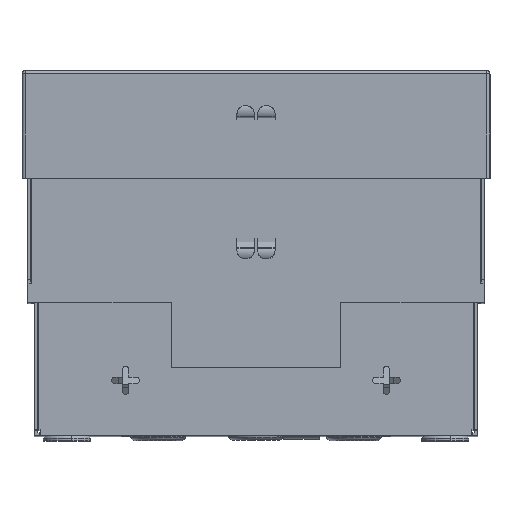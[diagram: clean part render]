
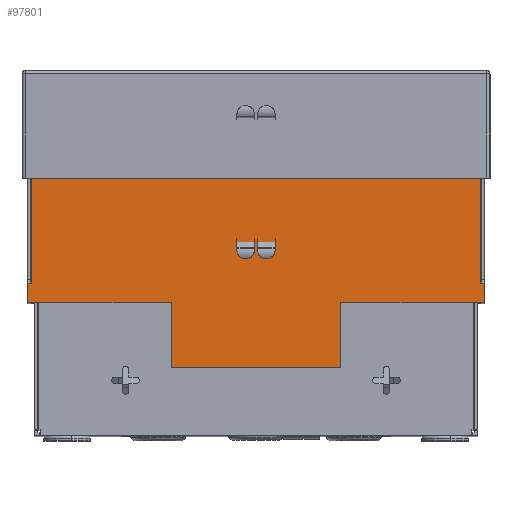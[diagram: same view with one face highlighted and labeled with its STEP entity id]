
A CAD part, top view. The second image highlights one B-rep face of the part: STEP entity #97801.
In plain terms, the highlighted face is planar.
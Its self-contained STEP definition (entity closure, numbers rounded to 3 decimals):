
#28 = VECTOR ( 'NONE', #53453, 1000. ) ;
#456 = VERTEX_POINT ( 'NONE', #71775 ) ;
#1394 = EDGE_CURVE ( 'NONE', #82692, #77965, #14110, .T. ) ;
#1819 = LINE ( 'NONE', #68197, #50174 ) ;
#1866 = LINE ( 'NONE', #23613, #43233 ) ;
#2883 = CARTESIAN_POINT ( 'NONE',  ( -26., 70., 45. ) ) ;
#3283 = CARTESIAN_POINT ( 'NONE',  ( -68.17, 70., 1.83 ) ) ;
#3403 = DIRECTION ( 'NONE',  ( 0., 0., -1. ) ) ;
#4534 = VECTOR ( 'NONE', #90799, 1000. ) ;
#6208 = CARTESIAN_POINT ( 'NONE',  ( 68.17, 70., 0. ) ) ;
#6681 = ORIENTED_EDGE ( 'NONE', *, *, #45841, .T. ) ;
#7698 = DIRECTION ( 'NONE',  ( -1., 0., 0. ) ) ;
#8069 = CARTESIAN_POINT ( 'NONE',  ( -70., 70., 45. ) ) ;
#8315 = EDGE_CURVE ( 'NONE', #46623, #104152, #96191, .T. ) ;
#9276 = DIRECTION ( 'NONE',  ( 0., 0., 1. ) ) ;
#11269 = DIRECTION ( 'NONE',  ( 0., 0., -1. ) ) ;
#12066 = EDGE_CURVE ( 'NONE', #38573, #74289, #64144, .T. ) ;
#12138 = CARTESIAN_POINT ( 'NONE',  ( -70., 70., 1.83 ) ) ;
#12246 = CARTESIAN_POINT ( 'NONE',  ( 70., 70., 39. ) ) ;
#12597 = VERTEX_POINT ( 'NONE', #30905 ) ;
#13436 = VECTOR ( 'NONE', #51712, 1000. ) ;
#13458 = AXIS2_PLACEMENT_3D ( 'NONE', #20891, #82418, #11269 ) ;
#14110 = LINE ( 'NONE', #62946, #20975 ) ;
#14855 = DIRECTION ( 'NONE',  ( 0., 0., -1. ) ) ;
#15834 = VECTOR ( 'NONE', #109461, 1000. ) ;
#16396 = CARTESIAN_POINT ( 'NONE',  ( 70., 70., 1.83 ) ) ;
#17306 = VECTOR ( 'NONE', #7698, 1000. ) ;
#18735 = DIRECTION ( 'NONE',  ( -1., 0., 0. ) ) ;
#18901 = CARTESIAN_POINT ( 'NONE',  ( -68.8, 70., -23. ) ) ;
#19773 = ORIENTED_EDGE ( 'NONE', *, *, #24187, .T. ) ;
#20891 = CARTESIAN_POINT ( 'NONE',  ( -70., 70., 45. ) ) ;
#20975 = VECTOR ( 'NONE', #55211, 1000. ) ;
#21344 = EDGE_CURVE ( 'NONE', #56595, #52807, #1866, .T. ) ;
#22444 = ORIENTED_EDGE ( 'NONE', *, *, #70938, .F. ) ;
#23047 = LINE ( 'NONE', #96169, #13436 ) ;
#23613 = CARTESIAN_POINT ( 'NONE',  ( -26., 70., 65. ) ) ;
#24187 = EDGE_CURVE ( 'NONE', #46623, #64389, #66194, .T. ) ;
#26021 = CARTESIAN_POINT ( 'NONE',  ( 76.083, 70., 39. ) ) ;
#26079 = CARTESIAN_POINT ( 'NONE',  ( 68.8, 70., -23. ) ) ;
#26658 = CARTESIAN_POINT ( 'NONE',  ( -68.8, 70., 1.83 ) ) ;
#26722 = VECTOR ( 'NONE', #18735, 1000. ) ;
#27343 = CARTESIAN_POINT ( 'NONE',  ( -70., 70., 45. ) ) ;
#27549 = LINE ( 'NONE', #26079, #66290 ) ;
#28315 = EDGE_CURVE ( 'NONE', #82692, #12597, #65995, .T. ) ;
#28703 = DIRECTION ( 'NONE',  ( -1., 0., 0. ) ) ;
#28738 = LINE ( 'NONE', #81491, #31480 ) ;
#28794 = VECTOR ( 'NONE', #3403, 1000. ) ;
#30905 = CARTESIAN_POINT ( 'NONE',  ( -70., 70., 45. ) ) ;
#31480 = VECTOR ( 'NONE', #91125, 1000. ) ;
#32464 = DIRECTION ( 'NONE',  ( 1., 0., 0. ) ) ;
#34361 = ORIENTED_EDGE ( 'NONE', *, *, #1394, .F. ) ;
#34792 = EDGE_CURVE ( 'NONE', #64389, #41457, #50281, .T. ) ;
#35089 = ORIENTED_EDGE ( 'NONE', *, *, #50493, .F. ) ;
#35321 = EDGE_CURVE ( 'NONE', #77641, #456, #1819, .T. ) ;
#35635 = VERTEX_POINT ( 'NONE', #2883 ) ;
#35934 = CARTESIAN_POINT ( 'NONE',  ( 68.17, 70., 1.6 ) ) ;
#38573 = VERTEX_POINT ( 'NONE', #3283 ) ;
#39292 = LINE ( 'NONE', #72768, #15834 ) ;
#39945 = CARTESIAN_POINT ( 'NONE',  ( -68.17, 70., 45. ) ) ;
#40535 = VECTOR ( 'NONE', #14855, 1000. ) ;
#41457 = VERTEX_POINT ( 'NONE', #89972 ) ;
#43233 = VECTOR ( 'NONE', #32464, 1000. ) ;
#43391 = VECTOR ( 'NONE', #63463, 1000. ) ;
#45127 = VECTOR ( 'NONE', #71579, 1000. ) ;
#45841 = EDGE_CURVE ( 'NONE', #38573, #67786, #102062, .T. ) ;
#46407 = ORIENTED_EDGE ( 'NONE', *, *, #108715, .T. ) ;
#46623 = VERTEX_POINT ( 'NONE', #73117 ) ;
#47856 = ORIENTED_EDGE ( 'NONE', *, *, #35321, .T. ) ;
#47978 = ORIENTED_EDGE ( 'NONE', *, *, #62801, .T. ) ;
#49295 = CARTESIAN_POINT ( 'NONE',  ( -68.17, 70., 1.6 ) ) ;
#50174 = VECTOR ( 'NONE', #94887, 1000. ) ;
#50281 = LINE ( 'NONE', #26021, #26722 ) ;
#50493 = EDGE_CURVE ( 'NONE', #76415, #41457, #27549, .T. ) ;
#51694 = DIRECTION ( 'NONE',  ( 0., 0., 1. ) ) ;
#51712 = DIRECTION ( 'NONE',  ( 0., 0., -1. ) ) ;
#52807 = VERTEX_POINT ( 'NONE', #56192 ) ;
#53453 = DIRECTION ( 'NONE',  ( 1., 0., 0. ) ) ;
#53676 = EDGE_CURVE ( 'NONE', #68083, #90437, #28738, .T. ) ;
#55211 = DIRECTION ( 'NONE',  ( 1., 0., 0. ) ) ;
#56154 = ORIENTED_EDGE ( 'NONE', *, *, #21344, .T. ) ;
#56192 = CARTESIAN_POINT ( 'NONE',  ( 26., 70., 65. ) ) ;
#56470 = VECTOR ( 'NONE', #28703, 1000. ) ;
#56595 = VERTEX_POINT ( 'NONE', #97434 ) ;
#58772 = CARTESIAN_POINT ( 'NONE',  ( -68.17, 70., 0. ) ) ;
#61744 = EDGE_CURVE ( 'NONE', #35635, #12597, #39292, .T. ) ;
#62801 = EDGE_CURVE ( 'NONE', #456, #68083, #64464, .T. ) ;
#62946 = CARTESIAN_POINT ( 'NONE',  ( -76.083, 70., 39. ) ) ;
#63101 = ORIENTED_EDGE ( 'NONE', *, *, #101956, .T. ) ;
#63463 = DIRECTION ( 'NONE',  ( 0., 0., 1. ) ) ;
#64082 = LINE ( 'NONE', #18901, #4534 ) ;
#64144 = LINE ( 'NONE', #39945, #40535 ) ;
#64389 = VERTEX_POINT ( 'NONE', #12246 ) ;
#64464 = LINE ( 'NONE', #35934, #45127 ) ;
#65995 = LINE ( 'NONE', #27343, #106180 ) ;
#66194 = LINE ( 'NONE', #108149, #28794 ) ;
#66290 = VECTOR ( 'NONE', #51694, 1000. ) ;
#67786 = VERTEX_POINT ( 'NONE', #26658 ) ;
#68083 = VERTEX_POINT ( 'NONE', #6208 ) ;
#68197 = CARTESIAN_POINT ( 'NONE',  ( 68.17, 70., 45. ) ) ;
#70480 = LINE ( 'NONE', #16396, #28 ) ;
#70938 = EDGE_CURVE ( 'NONE', #77641, #76415, #70480, .T. ) ;
#71579 = DIRECTION ( 'NONE',  ( 0., 0., -1. ) ) ;
#71775 = CARTESIAN_POINT ( 'NONE',  ( 68.17, 70., 1.6 ) ) ;
#72484 = CARTESIAN_POINT ( 'NONE',  ( 26., 70., 45. ) ) ;
#72641 = CARTESIAN_POINT ( 'NONE',  ( 68.8, 70., 1.83 ) ) ;
#72768 = CARTESIAN_POINT ( 'NONE',  ( -70., 70., 45. ) ) ;
#72792 = ORIENTED_EDGE ( 'NONE', *, *, #34792, .T. ) ;
#73117 = CARTESIAN_POINT ( 'NONE',  ( 70., 70., 45. ) ) ;
#73147 = FACE_OUTER_BOUND ( 'NONE', #80150, .T. ) ;
#73560 = CARTESIAN_POINT ( 'NONE',  ( 68.17, 70., 1.83 ) ) ;
#74289 = VERTEX_POINT ( 'NONE', #49295 ) ;
#76415 = VERTEX_POINT ( 'NONE', #72641 ) ;
#76680 = ORIENTED_EDGE ( 'NONE', *, *, #12066, .F. ) ;
#77641 = VERTEX_POINT ( 'NONE', #73560 ) ;
#77965 = VERTEX_POINT ( 'NONE', #92787 ) ;
#80150 = EDGE_LOOP ( 'NONE', ( #93472, #19773, #72792, #35089, #22444, #47856, #47978, #104270, #97084, #76680, #6681, #82762, #34361, #112730, #89977, #46407, #56154, #63101 ) ) ;
#80642 = CARTESIAN_POINT ( 'NONE',  ( 26., 70., 45. ) ) ;
#80849 = PLANE ( 'NONE',  #13458 ) ;
#81491 = CARTESIAN_POINT ( 'NONE',  ( 0., 70., 0. ) ) ;
#82418 = DIRECTION ( 'NONE',  ( 0., -1., 0. ) ) ;
#82427 = CARTESIAN_POINT ( 'NONE',  ( -26., 70., 45. ) ) ;
#82692 = VERTEX_POINT ( 'NONE', #112309 ) ;
#82762 = ORIENTED_EDGE ( 'NONE', *, *, #86053, .T. ) ;
#86053 = EDGE_CURVE ( 'NONE', #67786, #77965, #64082, .T. ) ;
#86996 = VECTOR ( 'NONE', #97967, 1000. ) ;
#89972 = CARTESIAN_POINT ( 'NONE',  ( 68.8, 70., 39. ) ) ;
#89977 = ORIENTED_EDGE ( 'NONE', *, *, #61744, .F. ) ;
#90437 = VERTEX_POINT ( 'NONE', #58772 ) ;
#90799 = DIRECTION ( 'NONE',  ( 0., 0., 1. ) ) ;
#91125 = DIRECTION ( 'NONE',  ( -1., 0., 0. ) ) ;
#92579 = LINE ( 'NONE', #72484, #86996 ) ;
#92787 = CARTESIAN_POINT ( 'NONE',  ( -68.8, 70., 39. ) ) ;
#93472 = ORIENTED_EDGE ( 'NONE', *, *, #8315, .F. ) ;
#94887 = DIRECTION ( 'NONE',  ( 0., 0., -1. ) ) ;
#96169 = CARTESIAN_POINT ( 'NONE',  ( -68.17, 70., 45. ) ) ;
#96191 = LINE ( 'NONE', #8069, #17306 ) ;
#97084 = ORIENTED_EDGE ( 'NONE', *, *, #113035, .F. ) ;
#97434 = CARTESIAN_POINT ( 'NONE',  ( -26., 70., 65. ) ) ;
#97801 = ADVANCED_FACE ( 'NONE', ( #73147 ), #80849, .F. ) ;
#97967 = DIRECTION ( 'NONE',  ( 0., 0., -1. ) ) ;
#101956 = EDGE_CURVE ( 'NONE', #52807, #104152, #92579, .T. ) ;
#102062 = LINE ( 'NONE', #12138, #56470 ) ;
#104152 = VERTEX_POINT ( 'NONE', #80642 ) ;
#104270 = ORIENTED_EDGE ( 'NONE', *, *, #53676, .T. ) ;
#106180 = VECTOR ( 'NONE', #9276, 1000. ) ;
#108149 = CARTESIAN_POINT ( 'NONE',  ( 70., 70., 39. ) ) ;
#108715 = EDGE_CURVE ( 'NONE', #35635, #56595, #114015, .T. ) ;
#109461 = DIRECTION ( 'NONE',  ( -1., 0., 0. ) ) ;
#112309 = CARTESIAN_POINT ( 'NONE',  ( -70., 70., 39. ) ) ;
#112730 = ORIENTED_EDGE ( 'NONE', *, *, #28315, .T. ) ;
#113035 = EDGE_CURVE ( 'NONE', #74289, #90437, #23047, .T. ) ;
#114015 = LINE ( 'NONE', #82427, #43391 ) ;
